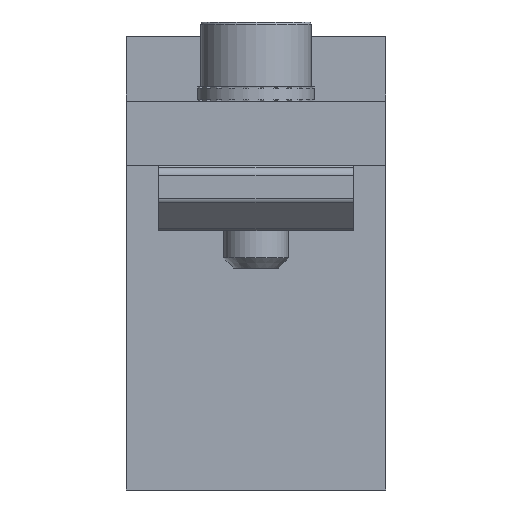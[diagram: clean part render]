
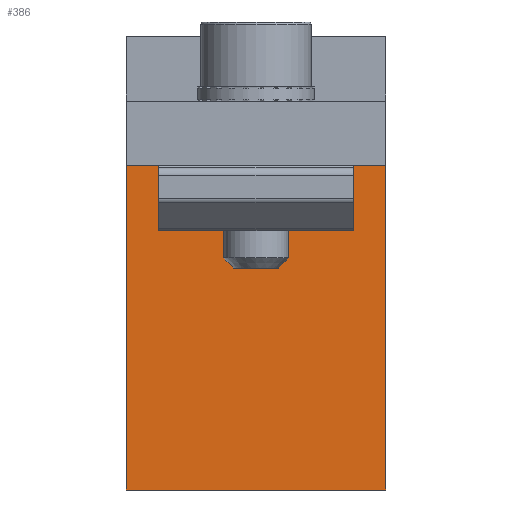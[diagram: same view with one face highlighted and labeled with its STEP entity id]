
A CAD part, left-side view. The second image highlights one B-rep face of the part: STEP entity #386.
In plain terms, the highlighted planar face has unit normal (-1, 0, 0).
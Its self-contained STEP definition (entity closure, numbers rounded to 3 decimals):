
#386=ADVANCED_FACE('',(#958),#959,.T.);
#958=FACE_OUTER_BOUND('',#1755,.T.);
#959=PLANE('',#1756);
#1755=EDGE_LOOP('',(#2586,#2587,#2588,#2589));
#1756=AXIS2_PLACEMENT_3D('',#2590,#2591,#2592);
#2586=ORIENTED_EDGE('',*,*,#4973,.T.);
#2587=ORIENTED_EDGE('',*,*,#4953,.F.);
#2588=ORIENTED_EDGE('',*,*,#4980,.F.);
#2589=ORIENTED_EDGE('',*,*,#4967,.F.);
#2590=CARTESIAN_POINT('',(-1.0,45.0,7.5));
#2591=DIRECTION('',(-1.0,0.0,0.));
#2592=DIRECTION('',(0.,0.0,1.0));
#4953=EDGE_CURVE('',#5934,#5936,#5937,.T.);
#4967=EDGE_CURVE('',#5958,#5960,#5961,.T.);
#4973=EDGE_CURVE('',#5958,#5936,#5970,.T.);
#4980=EDGE_CURVE('',#5960,#5934,#5977,.T.);
#5934=VERTEX_POINT('',#7634);
#5936=VERTEX_POINT('',#7637);
#5937=LINE('',#7638,#7639);
#5958=VERTEX_POINT('',#7670);
#5960=VERTEX_POINT('',#7673);
#5961=LINE('',#7674,#7675);
#5970=LINE('',#7685,#7686);
#5977=LINE('',#7696,#7697);
#7634=CARTESIAN_POINT('',(-1.0,0.0,7.5));
#7637=CARTESIAN_POINT('',(-1.,0.0,-17.5));
#7638=CARTESIAN_POINT('',(-1.0,0.0,7.5));
#7639=VECTOR('',#9601,1.0);
#7670=CARTESIAN_POINT('',(-1.,20.0,-17.5));
#7673=CARTESIAN_POINT('',(-1.0,20.0,7.5));
#7674=CARTESIAN_POINT('',(-1.0,20.0,17.5));
#7675=VECTOR('',#9613,1.0);
#7685=CARTESIAN_POINT('',(-1.,45.0,-17.5));
#7686=VECTOR('',#9624,1.0);
#7696=CARTESIAN_POINT('',(-1.0,45.0,7.5));
#7697=VECTOR('',#9628,1.0);
#9601=DIRECTION('',(0.,0.0,-1.0));
#9613=DIRECTION('',(0.,0.0,1.0));
#9624=DIRECTION('',(0.0,-1.0,0.0));
#9628=DIRECTION('',(0.0,-1.0,0.0));
